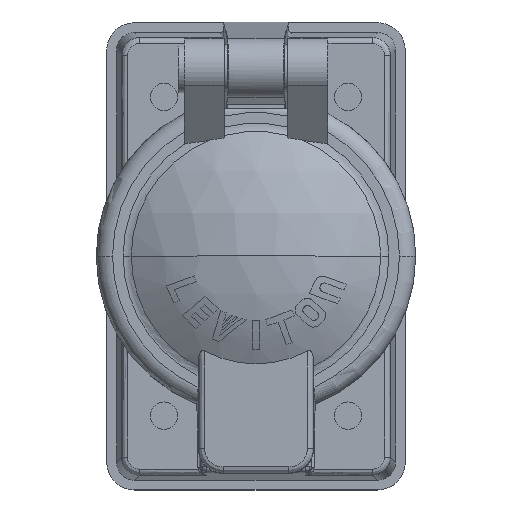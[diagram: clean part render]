
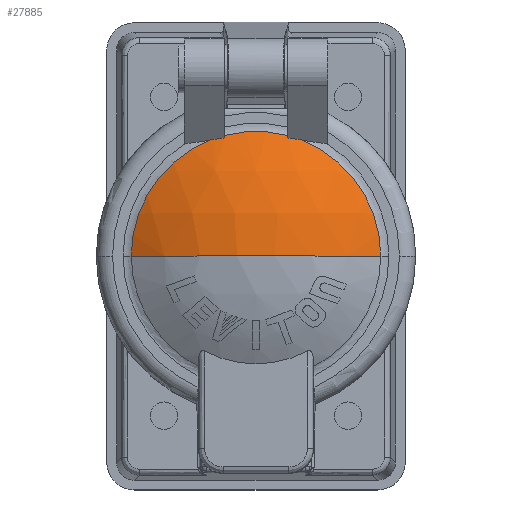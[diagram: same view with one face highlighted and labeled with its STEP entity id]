
A CAD part, top view. The second image highlights one B-rep face of the part: STEP entity #27885.
In plain terms, the highlighted spherical face has radius 59.69 mm.
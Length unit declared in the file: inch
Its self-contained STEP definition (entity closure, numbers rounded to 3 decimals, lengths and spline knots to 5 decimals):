
#64 = AXIS2_PLACEMENT_3D ( 'NONE', #27386, #13118, #12353 ) ;
#73 = DIRECTION ( 'NONE',  ( 0., -0.806, -0.591 ) ) ;
#1522 = DIRECTION ( 'NONE',  ( 1., 0., 0. ) ) ;
#1525 = CARTESIAN_POINT ( 'NONE',  ( 0., 0., 0.15854 ) ) ;
#2619 = DIRECTION ( 'NONE',  ( 0., 1., 0. ) ) ;
#4910 = CARTESIAN_POINT ( 'NONE',  ( 0., 0., -1.81797 ) ) ;
#5691 = CARTESIAN_POINT ( 'NONE',  ( -0.46464, 1.18323, 0.15854 ) ) ;
#6454 = EDGE_CURVE ( 'NONE', #15845, #16643, #13573, .T. ) ;
#6852 = CARTESIAN_POINT ( 'NONE',  ( -0.3235, 0., -1.81797 ) ) ;
#7030 = VERTEX_POINT ( 'NONE', #29545 ) ;
#7602 = CARTESIAN_POINT ( 'NONE',  ( -0.3235, 1.20423, 0.17394 ) ) ;
#8326 = ORIENTED_EDGE ( 'NONE', *, *, #6454, .T. ) ;
#8336 = AXIS2_PLACEMENT_3D ( 'NONE', #28283, #25615, #73 ) ;
#8612 = CIRCLE ( 'NONE', #19440, 1.27119 ) ;
#8897 = ORIENTED_EDGE ( 'NONE', *, *, #17498, .F. ) ;
#9160 = AXIS2_PLACEMENT_3D ( 'NONE', #6852, #24490, #30357 ) ;
#9510 = ORIENTED_EDGE ( 'NONE', *, *, #29691, .T. ) ;
#10071 = AXIS2_PLACEMENT_3D ( 'NONE', #4910, #2619, #27842 ) ;
#10395 = ORIENTED_EDGE ( 'NONE', *, *, #35246, .F. ) ;
#10875 = DIRECTION ( 'NONE',  ( 1., 0., 0. ) ) ;
#10908 = FACE_OUTER_BOUND ( 'NONE', #33369, .T. ) ;
#11121 = VERTEX_POINT ( 'NONE', #37136 ) ;
#11636 = ORIENTED_EDGE ( 'NONE', *, *, #31944, .F. ) ;
#11913 = DIRECTION ( 'NONE',  ( 0., -0.591, 0.806 ) ) ;
#12191 = VERTEX_POINT ( 'NONE', #29150 ) ;
#12353 = DIRECTION ( 'NONE',  ( 1., 0., 0. ) ) ;
#13118 = DIRECTION ( 'NONE',  ( 0., 0., -1. ) ) ;
#13573 = CIRCLE ( 'NONE', #18384, 2.17338 ) ;
#13906 = SPHERICAL_SURFACE ( 'NONE', #10071, 2.35 ) ;
#14998 = CARTESIAN_POINT ( 'NONE',  ( 0., 0., 0.15854 ) ) ;
#15158 = CIRCLE ( 'NONE', #22355, 2.35 ) ;
#15845 = VERTEX_POINT ( 'NONE', #7602 ) ;
#16624 = ORIENTED_EDGE ( 'NONE', *, *, #35606, .T. ) ;
#16643 = VERTEX_POINT ( 'NONE', #5691 ) ;
#17498 = EDGE_CURVE ( 'NONE', #11121, #36434, #36698, .T. ) ;
#17634 = DIRECTION ( 'NONE',  ( 0., 0., -1. ) ) ;
#18384 = AXIS2_PLACEMENT_3D ( 'NONE', #34873, #11913, #28641 ) ;
#18901 = CARTESIAN_POINT ( 'NONE',  ( -1.27119, 0., 0.15854 ) ) ;
#19345 = VERTEX_POINT ( 'NONE', #18901 ) ;
#19440 = AXIS2_PLACEMENT_3D ( 'NONE', #14998, #17634, #29096 ) ;
#21092 = CARTESIAN_POINT ( 'NONE',  ( 0., 0., -1.81797 ) ) ;
#22355 = AXIS2_PLACEMENT_3D ( 'NONE', #21092, #26902, #1522 ) ;
#23837 = AXIS2_PLACEMENT_3D ( 'NONE', #1525, #24445, #35970 ) ;
#24445 = DIRECTION ( 'NONE',  ( 0., 0., -1. ) ) ;
#24490 = DIRECTION ( 'NONE',  ( -1., 0., 0. ) ) ;
#25138 = CARTESIAN_POINT ( 'NONE',  ( 0.3235, 0., -1.81797 ) ) ;
#25615 = DIRECTION ( 'NONE',  ( 0., -0.591, 0.806 ) ) ;
#25896 = CIRCLE ( 'NONE', #28627, 2.32763 ) ;
#26902 = DIRECTION ( 'NONE',  ( 0., 1., 0. ) ) ;
#27386 = CARTESIAN_POINT ( 'NONE',  ( 0., 0., 0.15854 ) ) ;
#27842 = DIRECTION ( 'NONE',  ( 1., 0., 0. ) ) ;
#27885 = ADVANCED_FACE ( 'NONE', ( #10908 ), #13906, .T. ) ;
#28232 = CARTESIAN_POINT ( 'NONE',  ( 0.3235, 1.20423, 0.17394 ) ) ;
#28283 = CARTESIAN_POINT ( 'NONE',  ( 0., -0.52868, -1.09726 ) ) ;
#28627 = AXIS2_PLACEMENT_3D ( 'NONE', #25138, #10875, #34189 ) ;
#28641 = DIRECTION ( 'NONE',  ( 0., -0.806, -0.591 ) ) ;
#28825 = VERTEX_POINT ( 'NONE', #28232 ) ;
#29096 = DIRECTION ( 'NONE',  ( 1., 0., 0. ) ) ;
#29150 = CARTESIAN_POINT ( 'NONE',  ( -0.3235, 1.22934, 0.15854 ) ) ;
#29545 = CARTESIAN_POINT ( 'NONE',  ( 0.3235, 1.22934, 0.15854 ) ) ;
#29691 = EDGE_CURVE ( 'NONE', #11121, #28825, #31789, .T. ) ;
#30357 = DIRECTION ( 'NONE',  ( 0., 0., -1. ) ) ;
#30618 = ORIENTED_EDGE ( 'NONE', *, *, #31337, .F. ) ;
#31337 = EDGE_CURVE ( 'NONE', #19345, #16643, #32868, .T. ) ;
#31789 = CIRCLE ( 'NONE', #8336, 2.17338 ) ;
#31944 = EDGE_CURVE ( 'NONE', #7030, #28825, #25896, .T. ) ;
#32868 = CIRCLE ( 'NONE', #23837, 1.27119 ) ;
#32956 = CARTESIAN_POINT ( 'NONE',  ( 1.27119, 0., 0.15854 ) ) ;
#33369 = EDGE_LOOP ( 'NONE', ( #16624, #8897, #9510, #11636, #10395, #36496, #8326, #30618 ) ) ;
#34189 = DIRECTION ( 'NONE',  ( 0., 0., 1. ) ) ;
#34873 = CARTESIAN_POINT ( 'NONE',  ( 0., -0.52868, -1.09726 ) ) ;
#34994 = CIRCLE ( 'NONE', #9160, 2.32763 ) ;
#35246 = EDGE_CURVE ( 'NONE', #12191, #7030, #8612, .T. ) ;
#35486 = EDGE_CURVE ( 'NONE', #15845, #12191, #34994, .T. ) ;
#35606 = EDGE_CURVE ( 'NONE', #19345, #36434, #15158, .T. ) ;
#35970 = DIRECTION ( 'NONE',  ( 1., 0., 0. ) ) ;
#36434 = VERTEX_POINT ( 'NONE', #32956 ) ;
#36496 = ORIENTED_EDGE ( 'NONE', *, *, #35486, .F. ) ;
#36698 = CIRCLE ( 'NONE', #64, 1.27119 ) ;
#37136 = CARTESIAN_POINT ( 'NONE',  ( 0.46464, 1.18323, 0.15854 ) ) ;
